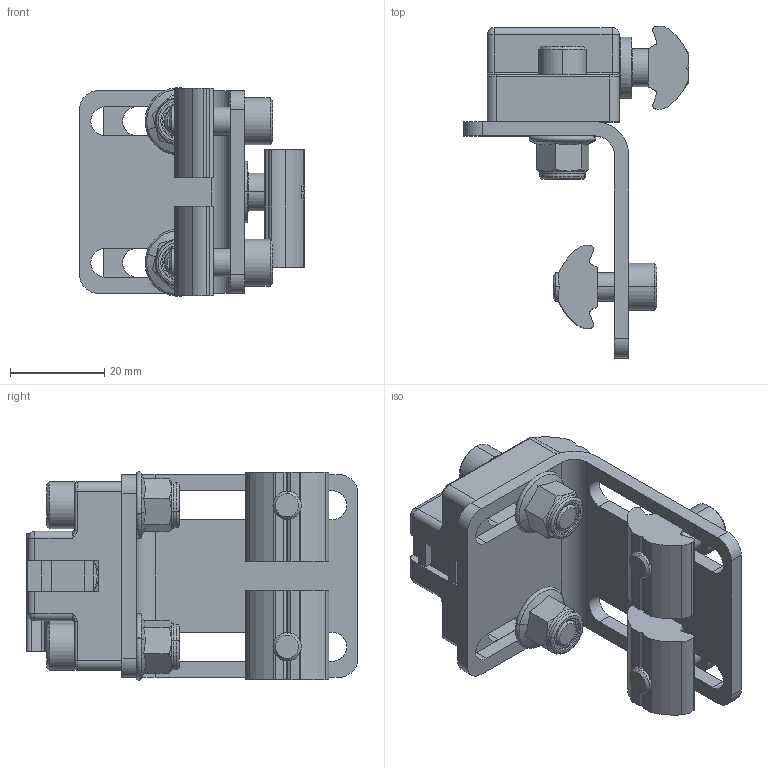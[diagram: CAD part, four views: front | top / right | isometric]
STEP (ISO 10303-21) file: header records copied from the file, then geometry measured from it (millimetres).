
FILE_DESCRIPTION (( 'STEP AP214' ), '1' );
FILE_NAME ('40-6 Magnetic Door Catch Kit.STEP', '2024-11-21T19:45:14', ( '' ), ( '' ), 'SwSTEP 2.0', 'SolidWorks 2020', '' );
FILE_SCHEMA (( 'AUTOMOTIVE_DESIGN' ));
Length unit declared in the file: millimetre
Products named in the file (5): 40-6 Magnetic Door Catch Kit; Catch Screw_Standard; Catch Bracket Nut_Standard; Catch Bracket; Catch Magnet_Standard
Assembly tree (5 placements, depth 2):
  40-6 Magnetic Door Catch Kit
    Catch Bracket
    Catch Magnet_Standard
    Catch Bracket Nut_Standard  x2
    Catch Screw_Standard
Bounding box: 47.7 x 70.33 x 44.15 mm (x, y, z)
Volume: 31384.6 mm3; surface area: 24961.2 mm2
Topology: 17 solids, 17 shells, 508 faces, 1283 edges, 800 vertices
Faces by surface type: plane 218, cylinder 179, cone 70, bspline 23, torus 18
Entity records: 21197 total; most frequent: CARTESIAN_POINT 5828, ORIENTED_EDGE 2224, DIRECTION 2176, EDGE_CURVE 1112, AXIS2_PLACEMENT_3D 796, VERTEX_POINT 701, LINE 584, VECTOR 584
